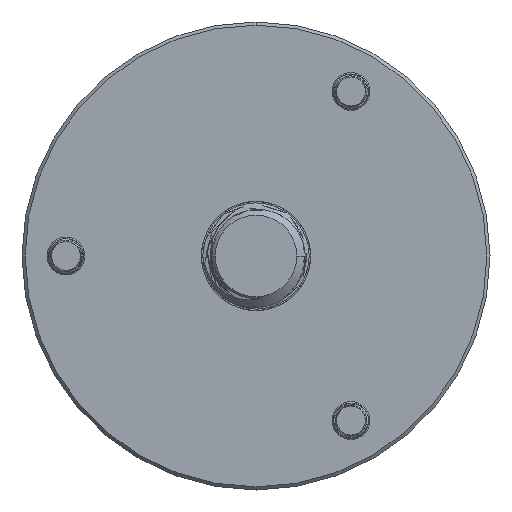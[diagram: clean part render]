
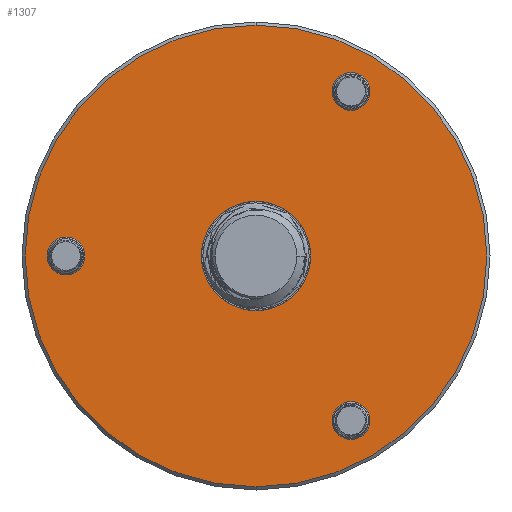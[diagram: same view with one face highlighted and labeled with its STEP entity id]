
A CAD part, front view. The second image highlights one B-rep face of the part: STEP entity #1307.
In plain terms, the highlighted planar face has unit normal (0, -1, 0).
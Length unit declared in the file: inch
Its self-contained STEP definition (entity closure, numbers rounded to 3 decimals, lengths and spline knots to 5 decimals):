
#624 = DIRECTION ( 'NONE',  ( 0., 1., 0. ) ) ;
#1307 = ADVANCED_FACE ( 'NONE', ( #7723, #15494, #12974, #22674, #2561 ), #20044, .F. ) ;
#1410 = AXIS2_PLACEMENT_3D ( 'NONE', #20581, #25954, #17586 ) ;
#1675 = EDGE_LOOP ( 'NONE', ( #17441, #4867 ) ) ;
#2561 = FACE_BOUND ( 'NONE', #1675, .T. ) ;
#2755 = EDGE_CURVE ( 'NONE', #17023, #27997, #26325, .T. ) ;
#2955 = EDGE_CURVE ( 'NONE', #29357, #30413, #32782, .T. ) ;
#3161 = CIRCLE ( 'NONE', #7525, 1.087 ) ;
#3390 = EDGE_CURVE ( 'NONE', #27997, #17023, #5275, .T. ) ;
#3671 = AXIS2_PLACEMENT_3D ( 'NONE', #13280, #31311, #23336 ) ;
#3700 = EDGE_CURVE ( 'NONE', #17961, #16391, #27946, .T. ) ;
#3709 = ORIENTED_EDGE ( 'NONE', *, *, #13096, .T. ) ;
#3918 = EDGE_CURVE ( 'NONE', #14475, #4513, #3161, .T. ) ;
#4124 = VERTEX_POINT ( 'NONE', #32259 ) ;
#4422 = CIRCLE ( 'NONE', #22707, 0.089 ) ;
#4513 = VERTEX_POINT ( 'NONE', #31347 ) ;
#4867 = ORIENTED_EDGE ( 'NONE', *, *, #28563, .T. ) ;
#5190 = DIRECTION ( 'NONE',  ( 0., 1., 0. ) ) ;
#5275 = CIRCLE ( 'NONE', #31173, 0.2575 ) ;
#6136 = CARTESIAN_POINT ( 'NONE',  ( 0., 0., 0. ) ) ;
#6212 = ORIENTED_EDGE ( 'NONE', *, *, #2955, .T. ) ;
#6958 = DIRECTION ( 'NONE',  ( 0., -1., 0. ) ) ;
#7525 = AXIS2_PLACEMENT_3D ( 'NONE', #10004, #6958, #12745 ) ;
#7714 = CIRCLE ( 'NONE', #15267, 1.087 ) ;
#7723 = FACE_OUTER_BOUND ( 'NONE', #17246, .T. ) ;
#7863 = CARTESIAN_POINT ( 'NONE',  ( 0., 0., 0.2575 ) ) ;
#8322 = VERTEX_POINT ( 'NONE', #26901 ) ;
#9343 = DIRECTION ( 'NONE',  ( 0., 0., 1. ) ) ;
#9576 = DIRECTION ( 'NONE',  ( 0., 0., 1. ) ) ;
#9900 = EDGE_LOOP ( 'NONE', ( #3709, #17417 ) ) ;
#10004 = CARTESIAN_POINT ( 'NONE',  ( 0., 0., 0. ) ) ;
#10479 = DIRECTION ( 'NONE',  ( 0., 1., 0. ) ) ;
#11007 = DIRECTION ( 'NONE',  ( 0., 0., 1. ) ) ;
#11286 = DIRECTION ( 'NONE',  ( 0., 0., 1. ) ) ;
#12745 = DIRECTION ( 'NONE',  ( 0., 0., 1. ) ) ;
#12753 = CARTESIAN_POINT ( 'NONE',  ( 0.4475, 0., -0.77509 ) ) ;
#12766 = CIRCLE ( 'NONE', #32124, 0.089 ) ;
#12771 = CARTESIAN_POINT ( 'NONE',  ( 0., 0., -0.2575 ) ) ;
#12974 = FACE_BOUND ( 'NONE', #33375, .T. ) ;
#13027 = DIRECTION ( 'NONE',  ( 0., 0., 1. ) ) ;
#13096 = EDGE_CURVE ( 'NONE', #16391, #17961, #12766, .T. ) ;
#13280 = CARTESIAN_POINT ( 'NONE',  ( 0., 0., 0. ) ) ;
#13390 = ORIENTED_EDGE ( 'NONE', *, *, #3918, .T. ) ;
#13628 = AXIS2_PLACEMENT_3D ( 'NONE', #6136, #13646, #11286 ) ;
#13646 = DIRECTION ( 'NONE',  ( 0., 1., 0. ) ) ;
#13899 = EDGE_LOOP ( 'NONE', ( #26916, #19456 ) ) ;
#14475 = VERTEX_POINT ( 'NONE', #17828 ) ;
#15068 = AXIS2_PLACEMENT_3D ( 'NONE', #24200, #27076, #32020 ) ;
#15267 = AXIS2_PLACEMENT_3D ( 'NONE', #19145, #32292, #21628 ) ;
#15475 = CIRCLE ( 'NONE', #1410, 0.089 ) ;
#15494 = FACE_BOUND ( 'NONE', #13899, .T. ) ;
#16391 = VERTEX_POINT ( 'NONE', #18176 ) ;
#16710 = AXIS2_PLACEMENT_3D ( 'NONE', #12753, #25653, #17948 ) ;
#17023 = VERTEX_POINT ( 'NONE', #7863 ) ;
#17147 = ORIENTED_EDGE ( 'NONE', *, *, #19305, .T. ) ;
#17246 = EDGE_LOOP ( 'NONE', ( #13390, #17147 ) ) ;
#17417 = ORIENTED_EDGE ( 'NONE', *, *, #3700, .T. ) ;
#17441 = ORIENTED_EDGE ( 'NONE', *, *, #17492, .T. ) ;
#17492 = EDGE_CURVE ( 'NONE', #8322, #4124, #32434, .T. ) ;
#17586 = DIRECTION ( 'NONE',  ( 0., 0., 1. ) ) ;
#17828 = CARTESIAN_POINT ( 'NONE',  ( 0., 0., 1.087 ) ) ;
#17948 = DIRECTION ( 'NONE',  ( 0., 0., 1. ) ) ;
#17961 = VERTEX_POINT ( 'NONE', #21334 ) ;
#18176 = CARTESIAN_POINT ( 'NONE',  ( 0.4475, 0., 0.86409 ) ) ;
#19145 = CARTESIAN_POINT ( 'NONE',  ( 0., 0., 0. ) ) ;
#19305 = EDGE_CURVE ( 'NONE', #4513, #14475, #7714, .T. ) ;
#19456 = ORIENTED_EDGE ( 'NONE', *, *, #3390, .T. ) ;
#19671 = CARTESIAN_POINT ( 'NONE',  ( 0.4475, 0., -0.68609 ) ) ;
#20044 = PLANE ( 'NONE',  #13628 ) ;
#20526 = AXIS2_PLACEMENT_3D ( 'NONE', #22106, #32449, #9343 ) ;
#20581 = CARTESIAN_POINT ( 'NONE',  ( -0.895, 0., 0. ) ) ;
#21334 = CARTESIAN_POINT ( 'NONE',  ( 0.4475, 0., 0.68609 ) ) ;
#21628 = DIRECTION ( 'NONE',  ( 0., 0., 1. ) ) ;
#22106 = CARTESIAN_POINT ( 'NONE',  ( -0.895, 0., 0. ) ) ;
#22191 = EDGE_CURVE ( 'NONE', #30413, #29357, #4422, .T. ) ;
#22674 = FACE_BOUND ( 'NONE', #9900, .T. ) ;
#22707 = AXIS2_PLACEMENT_3D ( 'NONE', #25776, #10479, #9576 ) ;
#23336 = DIRECTION ( 'NONE',  ( 0., 0., 1. ) ) ;
#23764 = CARTESIAN_POINT ( 'NONE',  ( 0., 0., 0. ) ) ;
#24200 = CARTESIAN_POINT ( 'NONE',  ( 0.4475, 0., 0.77509 ) ) ;
#25653 = DIRECTION ( 'NONE',  ( 0., 1., 0. ) ) ;
#25776 = CARTESIAN_POINT ( 'NONE',  ( 0.4475, 0., -0.77509 ) ) ;
#25954 = DIRECTION ( 'NONE',  ( 0., 1., 0. ) ) ;
#26325 = CIRCLE ( 'NONE', #3671, 0.2575 ) ;
#26901 = CARTESIAN_POINT ( 'NONE',  ( -0.895, 0., 0.089 ) ) ;
#26916 = ORIENTED_EDGE ( 'NONE', *, *, #2755, .T. ) ;
#27076 = DIRECTION ( 'NONE',  ( 0., 1., 0. ) ) ;
#27946 = CIRCLE ( 'NONE', #15068, 0.089 ) ;
#27997 = VERTEX_POINT ( 'NONE', #12771 ) ;
#28316 = CARTESIAN_POINT ( 'NONE',  ( 0.4475, 0., 0.77509 ) ) ;
#28563 = EDGE_CURVE ( 'NONE', #4124, #8322, #15475, .T. ) ;
#29357 = VERTEX_POINT ( 'NONE', #32574 ) ;
#30413 = VERTEX_POINT ( 'NONE', #19671 ) ;
#31173 = AXIS2_PLACEMENT_3D ( 'NONE', #23764, #624, #11007 ) ;
#31311 = DIRECTION ( 'NONE',  ( 0., 1., 0. ) ) ;
#31347 = CARTESIAN_POINT ( 'NONE',  ( 0., 0., -1.087 ) ) ;
#31811 = ORIENTED_EDGE ( 'NONE', *, *, #22191, .T. ) ;
#32020 = DIRECTION ( 'NONE',  ( 0., 0., 1. ) ) ;
#32124 = AXIS2_PLACEMENT_3D ( 'NONE', #28316, #5190, #13027 ) ;
#32259 = CARTESIAN_POINT ( 'NONE',  ( -0.895, 0., -0.089 ) ) ;
#32292 = DIRECTION ( 'NONE',  ( 0., -1., 0. ) ) ;
#32434 = CIRCLE ( 'NONE', #20526, 0.089 ) ;
#32449 = DIRECTION ( 'NONE',  ( 0., 1., 0. ) ) ;
#32574 = CARTESIAN_POINT ( 'NONE',  ( 0.4475, 0., -0.86409 ) ) ;
#32782 = CIRCLE ( 'NONE', #16710, 0.089 ) ;
#33375 = EDGE_LOOP ( 'NONE', ( #31811, #6212 ) ) ;
